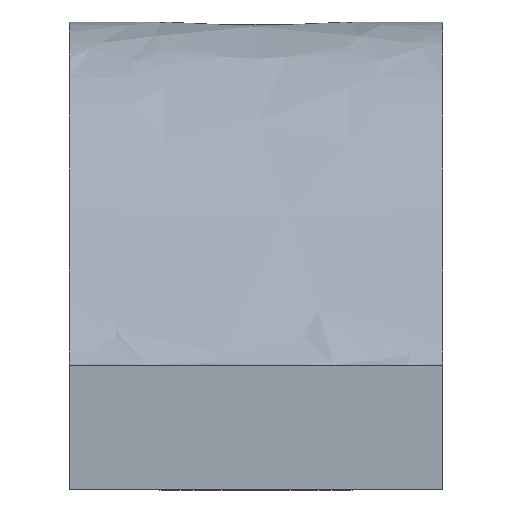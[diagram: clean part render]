
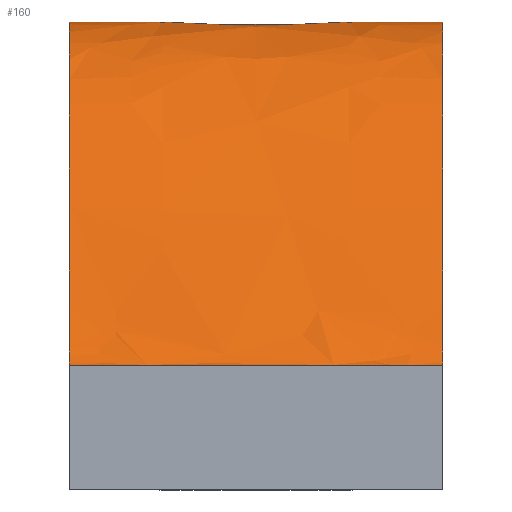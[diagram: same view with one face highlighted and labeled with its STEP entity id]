
A CAD part, front view. The second image highlights one B-rep face of the part: STEP entity #160.
In plain terms, the highlighted free-form (B-spline) face has degree [4, 1] with [7, 2] control points.
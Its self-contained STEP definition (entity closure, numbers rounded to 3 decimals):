
#23=B_SPLINE_CURVE_WITH_KNOTS('',4,(#255,#256,#257,#258,#259,#260,#261),
 .UNSPECIFIED.,.F.,.F.,(5,1,1,5),(1.,2.,3.,4.),.UNSPECIFIED.);
#24=B_SPLINE_CURVE_WITH_KNOTS('',4,(#265,#266,#267,#268,#269,#270,#271),
 .UNSPECIFIED.,.F.,.F.,(5,1,1,5),(1.,2.,3.,4.),.UNSPECIFIED.);
#27=B_SPLINE_SURFACE_WITH_KNOTS('',4,1,((#239,#240),(#241,#242),(#243,#244),
(#245,#246),(#247,#248),(#249,#250),(#251,#252)),.UNSPECIFIED.,.F.,.F.,
 .F.,(5,1,1,5),(2,2),(1.,2.,3.,4.),(0.,0.6),.UNSPECIFIED.);
#30=FACE_OUTER_BOUND('',#39,.T.);
#39=EDGE_LOOP('',(#120,#121,#122,#123));
#50=LINE('',#263,#65);
#51=LINE('',#272,#66);
#65=VECTOR('',#206,10.);
#66=VECTOR('',#207,10.);
#83=VERTEX_POINT('',#253);
#84=VERTEX_POINT('',#254);
#85=VERTEX_POINT('',#262);
#86=VERTEX_POINT('',#264);
#98=EDGE_CURVE('',#83,#84,#23,.T.);
#99=EDGE_CURVE('',#84,#85,#50,.T.);
#100=EDGE_CURVE('',#86,#85,#24,.T.);
#101=EDGE_CURVE('',#83,#86,#51,.T.);
#120=ORIENTED_EDGE('',*,*,#98,.T.);
#121=ORIENTED_EDGE('',*,*,#99,.T.);
#122=ORIENTED_EDGE('',*,*,#100,.F.);
#123=ORIENTED_EDGE('',*,*,#101,.F.);
#160=ADVANCED_FACE('',(#30),#27,.T.);
#206=DIRECTION('',(1.,0.,0.));
#207=DIRECTION('',(1.,0.,0.));
#239=CARTESIAN_POINT('Ctrl Pts',(0.,92.488,2.053));
#240=CARTESIAN_POINT('Ctrl Pts',(6.,92.488,2.053));
#241=CARTESIAN_POINT('Ctrl Pts',(0.,92.051,2.053));
#242=CARTESIAN_POINT('Ctrl Pts',(6.,92.051,2.053));
#243=CARTESIAN_POINT('Ctrl Pts',(0.,91.206,2.053));
#244=CARTESIAN_POINT('Ctrl Pts',(6.,91.206,2.053));
#245=CARTESIAN_POINT('Ctrl Pts',(0.,89.449,8.612));
#246=CARTESIAN_POINT('Ctrl Pts',(6.,89.449,8.612));
#247=CARTESIAN_POINT('Ctrl Pts',(0.,82.733,8.612));
#248=CARTESIAN_POINT('Ctrl Pts',(6.,82.733,8.612));
#249=CARTESIAN_POINT('Ctrl Pts',(0.,81.136,1.691));
#250=CARTESIAN_POINT('Ctrl Pts',(6.,81.136,1.691));
#251=CARTESIAN_POINT('Ctrl Pts',(0.,80.488,2.));
#252=CARTESIAN_POINT('Ctrl Pts',(6.,80.488,2.));
#253=CARTESIAN_POINT('',(0.,92.488,2.053));
#254=CARTESIAN_POINT('',(0.,80.488,2.));
#255=CARTESIAN_POINT('Ctrl Pts',(0.,92.488,2.053));
#256=CARTESIAN_POINT('Ctrl Pts',(0.,92.051,2.053));
#257=CARTESIAN_POINT('Ctrl Pts',(0.,91.206,2.053));
#258=CARTESIAN_POINT('Ctrl Pts',(0.,89.449,8.612));
#259=CARTESIAN_POINT('Ctrl Pts',(0.,82.733,8.612));
#260=CARTESIAN_POINT('Ctrl Pts',(0.,81.136,1.691));
#261=CARTESIAN_POINT('Ctrl Pts',(0.,80.488,2.));
#262=CARTESIAN_POINT('',(6.,80.488,2.));
#263=CARTESIAN_POINT('',(0.,80.488,2.));
#264=CARTESIAN_POINT('',(6.,92.488,2.053));
#265=CARTESIAN_POINT('Ctrl Pts',(6.,92.488,2.053));
#266=CARTESIAN_POINT('Ctrl Pts',(6.,92.051,2.053));
#267=CARTESIAN_POINT('Ctrl Pts',(6.,91.206,2.053));
#268=CARTESIAN_POINT('Ctrl Pts',(6.,89.449,8.612));
#269=CARTESIAN_POINT('Ctrl Pts',(6.,82.733,8.612));
#270=CARTESIAN_POINT('Ctrl Pts',(6.,81.136,1.691));
#271=CARTESIAN_POINT('Ctrl Pts',(6.,80.488,2.));
#272=CARTESIAN_POINT('',(0.,92.488,2.053));
